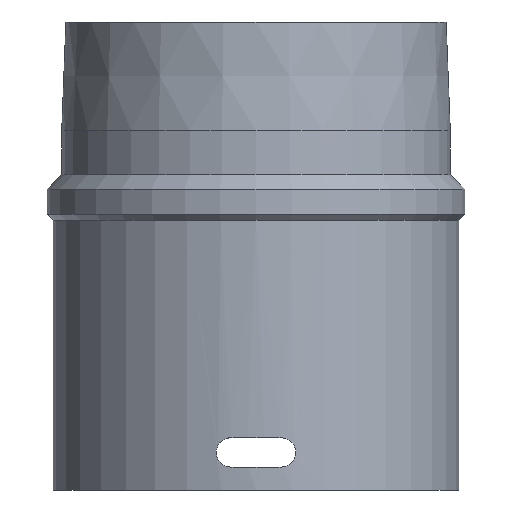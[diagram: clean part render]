
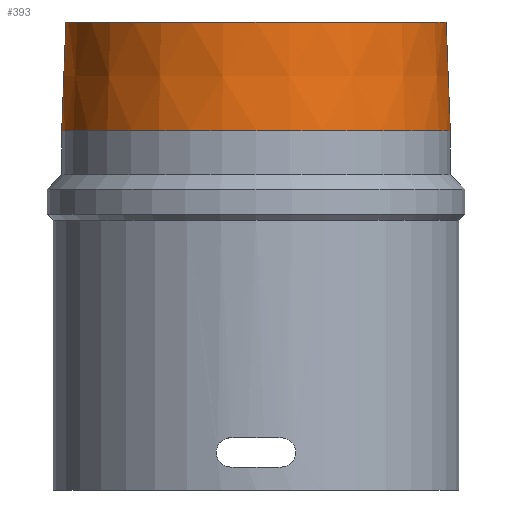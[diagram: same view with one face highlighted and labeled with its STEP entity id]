
A CAD part, front view. The second image highlights one B-rep face of the part: STEP entity #393.
In plain terms, the highlighted conical face has half-angle 2.203 degrees and reference radius 23.25 mm.
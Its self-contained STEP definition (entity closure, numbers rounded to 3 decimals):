
#25=CONICAL_SURFACE('',#451,23.25,0.038);
#67=FACE_OUTER_BOUND('',#92,.T.);
#92=EDGE_LOOP('',(#354,#355,#356,#357));
#117=CIRCLE('',#445,23.25);
#120=CIRCLE('',#450,22.75);
#136=LINE('',#820,#154);
#154=VECTOR('',#554,23.25);
#193=VERTEX_POINT('',#807);
#196=VERTEX_POINT('',#817);
#247=EDGE_CURVE('',#193,#193,#117,.T.);
#251=EDGE_CURVE('',#196,#196,#120,.T.);
#252=EDGE_CURVE('',#196,#193,#136,.T.);
#354=ORIENTED_EDGE('',*,*,#251,.T.);
#355=ORIENTED_EDGE('',*,*,#252,.T.);
#356=ORIENTED_EDGE('',*,*,#247,.T.);
#357=ORIENTED_EDGE('',*,*,#252,.F.);
#393=ADVANCED_FACE('',(#67),#25,.T.);
#445=AXIS2_PLACEMENT_3D('',#809,#539,#540);
#450=AXIS2_PLACEMENT_3D('',#818,#550,#551);
#451=AXIS2_PLACEMENT_3D('',#819,#552,#553);
#539=DIRECTION('center_axis',(0.,0.,1.));
#540=DIRECTION('ref_axis',(1.,0.,0.));
#550=DIRECTION('center_axis',(0.,0.,-1.));
#551=DIRECTION('ref_axis',(1.,0.,0.));
#552=DIRECTION('center_axis',(0.,0.,-1.));
#553=DIRECTION('ref_axis',(1.,0.,0.));
#554=DIRECTION('',(-0.038,0.,-0.999));
#807=CARTESIAN_POINT('',(-23.25,0.,43.));
#809=CARTESIAN_POINT('Origin',(0.,0.,43.));
#817=CARTESIAN_POINT('',(-22.75,0.,56.));
#818=CARTESIAN_POINT('Origin',(0.,0.,56.));
#819=CARTESIAN_POINT('Origin',(0.,0.,43.));
#820=CARTESIAN_POINT('',(-23.25,0.,43.));
